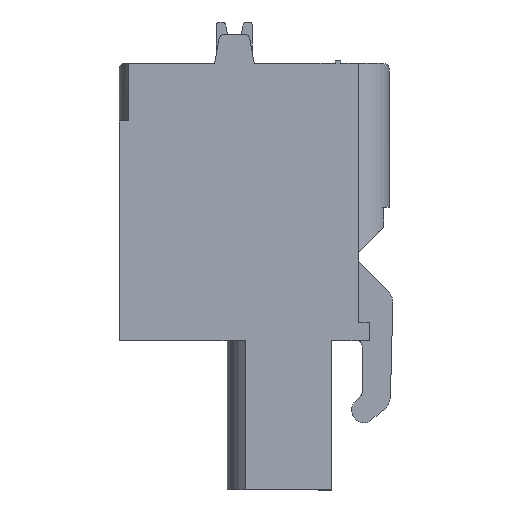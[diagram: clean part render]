
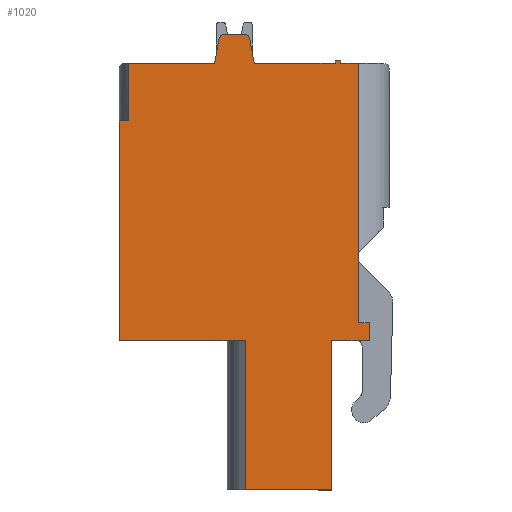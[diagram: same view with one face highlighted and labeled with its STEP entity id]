
A CAD part, left-side view. The second image highlights one B-rep face of the part: STEP entity #1020.
In plain terms, the highlighted planar face has unit normal (-1, 0, 0).
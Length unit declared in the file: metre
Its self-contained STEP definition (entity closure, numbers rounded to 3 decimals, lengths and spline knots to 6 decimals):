
#1020=ADVANCED_FACE('',(#2474),#2475,.F.);
#2474=FACE_OUTER_BOUND('',#4407,.T.);
#2475=PLANE('',#4408);
#4407=EDGE_LOOP('',(#7591,#7592,#7593,#7594,#7595,#7596,#7597,#7598,#7599,#7600,#7601,#7602,#7603,#7604,#7605,#7606,#7607,#7608,#7609,#7610,#7611,#7612));
#4408=AXIS2_PLACEMENT_3D('',#7613,#7614,#7615);
#7591=ORIENTED_EDGE('',*,*,#12546,.T.);
#7592=ORIENTED_EDGE('',*,*,#12547,.T.);
#7593=ORIENTED_EDGE('',*,*,#12548,.T.);
#7594=ORIENTED_EDGE('',*,*,#12549,.F.);
#7595=ORIENTED_EDGE('',*,*,#12550,.F.);
#7596=ORIENTED_EDGE('',*,*,#12551,.T.);
#7597=ORIENTED_EDGE('',*,*,#12552,.T.);
#7598=ORIENTED_EDGE('',*,*,#12553,.T.);
#7599=ORIENTED_EDGE('',*,*,#12554,.T.);
#7600=ORIENTED_EDGE('',*,*,#12555,.T.);
#7601=ORIENTED_EDGE('',*,*,#12556,.F.);
#7602=ORIENTED_EDGE('',*,*,#12557,.F.);
#7603=ORIENTED_EDGE('',*,*,#12558,.F.);
#7604=ORIENTED_EDGE('',*,*,#12245,.T.);
#7605=ORIENTED_EDGE('',*,*,#12280,.T.);
#7606=ORIENTED_EDGE('',*,*,#12559,.T.);
#7607=ORIENTED_EDGE('',*,*,#12560,.T.);
#7608=ORIENTED_EDGE('',*,*,#12561,.T.);
#7609=ORIENTED_EDGE('',*,*,#12562,.T.);
#7610=ORIENTED_EDGE('',*,*,#12563,.T.);
#7611=ORIENTED_EDGE('',*,*,#12564,.F.);
#7612=ORIENTED_EDGE('',*,*,#12487,.T.);
#7613=CARTESIAN_POINT('',(-0.25996,0.0112,-0.0215));
#7614=DIRECTION('',(1.0,0.,0.));
#7615=DIRECTION('',(0.0,1.0,0.));
#12245=EDGE_CURVE('',#14930,#14927,#14931,.T.);
#12280=EDGE_CURVE('',#14927,#14991,#14993,.T.);
#12487=EDGE_CURVE('',#15322,#15320,#15323,.T.);
#12546=EDGE_CURVE('',#15320,#15417,#15418,.T.);
#12547=EDGE_CURVE('',#15417,#15419,#15420,.T.);
#12548=EDGE_CURVE('',#15419,#15421,#15422,.T.);
#12549=EDGE_CURVE('',#15423,#15421,#15424,.T.);
#12550=EDGE_CURVE('',#15425,#15423,#15426,.T.);
#12551=EDGE_CURVE('',#15425,#15427,#15428,.T.);
#12552=EDGE_CURVE('',#15427,#15429,#15430,.T.);
#12553=EDGE_CURVE('',#15429,#15431,#15432,.T.);
#12554=EDGE_CURVE('',#15431,#15433,#15434,.T.);
#12555=EDGE_CURVE('',#15433,#15435,#15436,.T.);
#12556=EDGE_CURVE('',#15437,#15435,#15438,.T.);
#12557=EDGE_CURVE('',#15439,#15437,#15440,.T.);
#12558=EDGE_CURVE('',#14930,#15439,#15441,.T.);
#12559=EDGE_CURVE('',#14991,#15442,#15443,.T.);
#12560=EDGE_CURVE('',#15442,#15444,#15445,.T.);
#12561=EDGE_CURVE('',#15444,#15446,#15447,.T.);
#12562=EDGE_CURVE('',#15446,#15448,#15449,.T.);
#12563=EDGE_CURVE('',#15448,#15450,#15451,.T.);
#12564=EDGE_CURVE('',#15322,#15450,#15452,.T.);
#14927=VERTEX_POINT('',#18750);
#14930=VERTEX_POINT('',#18754);
#14931=LINE('',#18755,#18756);
#14991=VERTEX_POINT('',#18846);
#14993=LINE('',#18849,#18850);
#15320=VERTEX_POINT('',#19325);
#15322=VERTEX_POINT('',#19328);
#15323=LINE('',#19329,#19330);
#15417=VERTEX_POINT('',#19474);
#15418=LINE('',#19475,#19476);
#15419=VERTEX_POINT('',#19477);
#15420=LINE('',#19478,#19479);
#15421=VERTEX_POINT('',#19480);
#15422=LINE('',#19481,#19482);
#15423=VERTEX_POINT('',#19483);
#15424=LINE('',#19484,#19485);
#15425=VERTEX_POINT('',#19486);
#15426=LINE('',#19487,#19488);
#15427=VERTEX_POINT('',#19489);
#15428=LINE('',#19490,#19491);
#15429=VERTEX_POINT('',#19492);
#15430=CIRCLE('',#19493,0.0003);
#15431=VERTEX_POINT('',#19494);
#15432=LINE('',#19495,#19496);
#15433=VERTEX_POINT('',#19497);
#15434=CIRCLE('',#19498,0.0003);
#15435=VERTEX_POINT('',#19499);
#15436=LINE('',#19500,#19501);
#15437=VERTEX_POINT('',#19502);
#15438=LINE('',#19503,#19504);
#15439=VERTEX_POINT('',#19505);
#15440=LINE('',#19506,#19507);
#15441=LINE('',#19508,#19509);
#15442=VERTEX_POINT('',#19510);
#15443=LINE('',#19511,#19512);
#15444=VERTEX_POINT('',#19513);
#15445=LINE('',#19514,#19515);
#15446=VERTEX_POINT('',#19516);
#15447=LINE('',#19517,#19518);
#15448=VERTEX_POINT('',#19519);
#15449=LINE('',#19520,#19521);
#15450=VERTEX_POINT('',#19522);
#15451=LINE('',#19523,#19524);
#15452=LINE('',#19525,#19526);
#18750=CARTESIAN_POINT('',(-0.25996,0.012,-0.0237));
#18754=CARTESIAN_POINT('',(-0.25996,0.012,-0.0115));
#18755=CARTESIAN_POINT('',(-0.25996,0.012,-0.0238));
#18756=VECTOR('',#22905,1.0);
#18846=CARTESIAN_POINT('',(-0.25996,0.005,-0.0237));
#18849=CARTESIAN_POINT('',(-0.25996,0.005,-0.0237));
#18850=VECTOR('',#22943,1.0);
#19325=CARTESIAN_POINT('',(-0.25996,-0.0013,-0.0083));
#19328=CARTESIAN_POINT('',(-0.25996,-0.0013,-0.0227));
#19329=CARTESIAN_POINT('',(-0.25996,-0.0013,-0.0238));
#19330=VECTOR('',#23172,1.0);
#19474=CARTESIAN_POINT('',(-0.25996,-0.0003,-0.0083));
#19475=CARTESIAN_POINT('',(-0.25996,0.0117,-0.0083));
#19476=VECTOR('',#23221,1.0);
#19477=CARTESIAN_POINT('',(-0.25996,-0.0003,-0.00815));
#19478=CARTESIAN_POINT('',(-0.25996,-0.0003,-0.0215));
#19479=VECTOR('',#23222,1.0);
#19480=CARTESIAN_POINT('',(-0.25996,0.,-0.00815));
#19481=CARTESIAN_POINT('',(-0.25996,0.,-0.00815));
#19482=VECTOR('',#23223,1.0);
#19483=CARTESIAN_POINT('',(-0.25996,0.,-0.0083));
#19484=CARTESIAN_POINT('',(-0.25996,0.,-0.0083));
#19485=VECTOR('',#23224,1.0);
#19486=CARTESIAN_POINT('',(-0.25996,0.0045,-0.0083));
#19487=CARTESIAN_POINT('',(-0.25996,0.0115,-0.0083));
#19488=VECTOR('',#23225,1.0);
#19489=CARTESIAN_POINT('',(-0.25996,0.004738,-0.006948));
#19490=CARTESIAN_POINT('',(-0.25996,0.004782,-0.0067));
#19491=VECTOR('',#23226,1.0);
#19492=CARTESIAN_POINT('',(-0.25996,0.005034,-0.0067));
#19493=AXIS2_PLACEMENT_3D('',#23227,#23228,#23229);
#19494=CARTESIAN_POINT('',(-0.25996,0.006166,-0.0067));
#19495=CARTESIAN_POINT('',(-0.25996,0.004822,-0.0067));
#19496=VECTOR('',#23230,1.0);
#19497=CARTESIAN_POINT('',(-0.25996,0.006462,-0.006948));
#19498=AXIS2_PLACEMENT_3D('',#23231,#23232,#23233);
#19499=CARTESIAN_POINT('',(-0.25996,0.0067,-0.0083));
#19500=CARTESIAN_POINT('',(-0.25996,0.0067,-0.0083));
#19501=VECTOR('',#23234,1.0);
#19502=CARTESIAN_POINT('',(-0.25996,0.0115,-0.0083));
#19503=CARTESIAN_POINT('',(-0.25996,0.0115,-0.0083));
#19504=VECTOR('',#23235,1.0);
#19505=CARTESIAN_POINT('',(-0.25996,0.0115,-0.0115));
#19506=CARTESIAN_POINT('',(-0.25996,0.0115,-0.0115));
#19507=VECTOR('',#23236,1.0);
#19508=CARTESIAN_POINT('',(-0.25996,0.0092,-0.0115));
#19509=VECTOR('',#23237,1.0);
#19510=CARTESIAN_POINT('',(-0.25996,0.005,-0.032));
#19511=CARTESIAN_POINT('',(-0.25996,0.005,-0.032));
#19512=VECTOR('',#23238,1.0);
#19513=CARTESIAN_POINT('',(-0.25996,0.0002,-0.032));
#19514=CARTESIAN_POINT('',(-0.25996,0.0002,-0.032));
#19515=VECTOR('',#23239,1.0);
#19516=CARTESIAN_POINT('',(-0.25996,0.0002,-0.0237));
#19517=CARTESIAN_POINT('',(-0.25996,0.0002,-0.0237));
#19518=VECTOR('',#23240,1.0);
#19519=CARTESIAN_POINT('',(-0.25996,-0.0019,-0.0237));
#19520=CARTESIAN_POINT('',(-0.25996,-0.0007,-0.0237));
#19521=VECTOR('',#23241,1.0);
#19522=CARTESIAN_POINT('',(-0.25996,-0.0019,-0.0227));
#19523=CARTESIAN_POINT('',(-0.25996,-0.0019,-0.0238));
#19524=VECTOR('',#23242,1.0);
#19525=CARTESIAN_POINT('',(-0.25996,-0.0003,-0.0227));
#19526=VECTOR('',#23243,1.0);
#22905=DIRECTION('',(0.,0.,-1.0));
#22943=DIRECTION('',(0.0,-1.0,0.0));
#23172=DIRECTION('',(0.,0.,1.0));
#23221=DIRECTION('',(0.,1.0,0.));
#23222=DIRECTION('',(0.,0.0,1.0));
#23223=DIRECTION('',(0.0,1.0,0.0));
#23224=DIRECTION('',(0.,0.0,1.0));
#23225=DIRECTION('',(0.0,-1.0,0.0));
#23226=DIRECTION('',(0.,0.174,0.985));
#23227=CARTESIAN_POINT('',(-0.25996,0.005034,-0.007));
#23228=DIRECTION('',(-1.0,0.0,0.));
#23229=DIRECTION('',(0.,0.0,-1.0));
#23230=DIRECTION('',(0.0,1.0,0.0));
#23231=CARTESIAN_POINT('',(-0.25996,0.006166,-0.007));
#23232=DIRECTION('',(-1.0,0.0,0.));
#23233=DIRECTION('',(0.,0.0,-1.0));
#23234=DIRECTION('',(0.,0.174,-0.985));
#23235=DIRECTION('',(0.0,-1.0,0.0));
#23236=DIRECTION('',(0.,0.0,1.0));
#23237=DIRECTION('',(0.,-1.0,0.));
#23238=DIRECTION('',(0.0,0.,-1.0));
#23239=DIRECTION('',(0.0,-1.0,0.));
#23240=DIRECTION('',(0.0,0.0,1.0));
#23241=DIRECTION('',(0.0,-1.0,0.0));
#23242=DIRECTION('',(0.,0.,1.0));
#23243=DIRECTION('',(0.,-1.0,0.));
